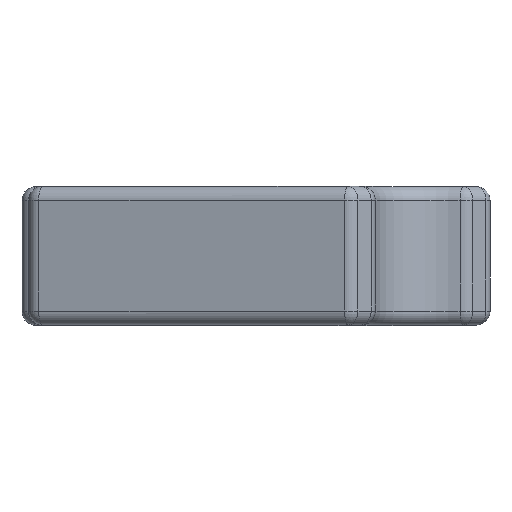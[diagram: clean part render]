
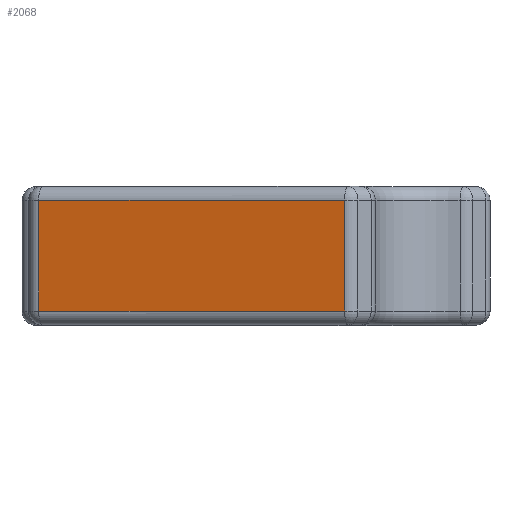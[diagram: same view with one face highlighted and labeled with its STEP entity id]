
A CAD part, top view. The second image highlights one B-rep face of the part: STEP entity #2068.
In plain terms, the highlighted planar face has unit normal (-0.259, 0, 0.966).
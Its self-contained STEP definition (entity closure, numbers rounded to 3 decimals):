
#59=PLANE('',#2306);
#191=FACE_OUTER_BOUND('',#337,.T.);
#337=EDGE_LOOP('',(#1607,#1608,#1609,#1610));
#442=LINE('',#3219,#580);
#497=LINE('',#3552,#635);
#501=LINE('',#3586,#639);
#502=LINE('',#3587,#640);
#580=VECTOR('',#2479,10.);
#635=VECTOR('',#2766,10.);
#639=VECTOR('',#2814,10.);
#640=VECTOR('',#2815,10.);
#860=VERTEX_POINT('',#3216);
#861=VERTEX_POINT('',#3218);
#947=VERTEX_POINT('',#3551);
#955=VERTEX_POINT('',#3585);
#1044=EDGE_CURVE('',#860,#861,#442,.T.);
#1174=EDGE_CURVE('',#861,#947,#497,.T.);
#1191=EDGE_CURVE('',#955,#860,#501,.T.);
#1192=EDGE_CURVE('',#947,#955,#502,.T.);
#1607=ORIENTED_EDGE('',*,*,#1191,.F.);
#1608=ORIENTED_EDGE('',*,*,#1192,.F.);
#1609=ORIENTED_EDGE('',*,*,#1174,.F.);
#1610=ORIENTED_EDGE('',*,*,#1044,.F.);
#2068=ADVANCED_FACE('',(#191),#59,.T.);
#2306=AXIS2_PLACEMENT_3D('',#3584,#2812,#2813);
#2479=DIRECTION('',(0.,1.,0.));
#2766=DIRECTION('',(0.966,0.,0.259));
#2812=DIRECTION('center_axis',(-0.259,0.,
0.966));
#2813=DIRECTION('ref_axis',(-0.966,0.,-0.259));
#2814=DIRECTION('',(-0.966,0.,-0.259));
#2815=DIRECTION('',(0.,-1.,0.));
#3216=CARTESIAN_POINT('',(-29.184,33.,-8.028));
#3218=CARTESIAN_POINT('',(-29.184,57.,-8.028));
#3219=CARTESIAN_POINT('',(-29.184,43.,-8.028));
#3551=CARTESIAN_POINT('',(37.061,57.,9.722));
#3552=CARTESIAN_POINT('',(46.793,57.,12.33));
#3584=CARTESIAN_POINT('Origin',(38.734,60.,10.17));
#3585=CARTESIAN_POINT('',(37.061,33.,9.722));
#3586=CARTESIAN_POINT('',(31.512,33.,8.235));
#3587=CARTESIAN_POINT('',(37.061,60.,9.722));
